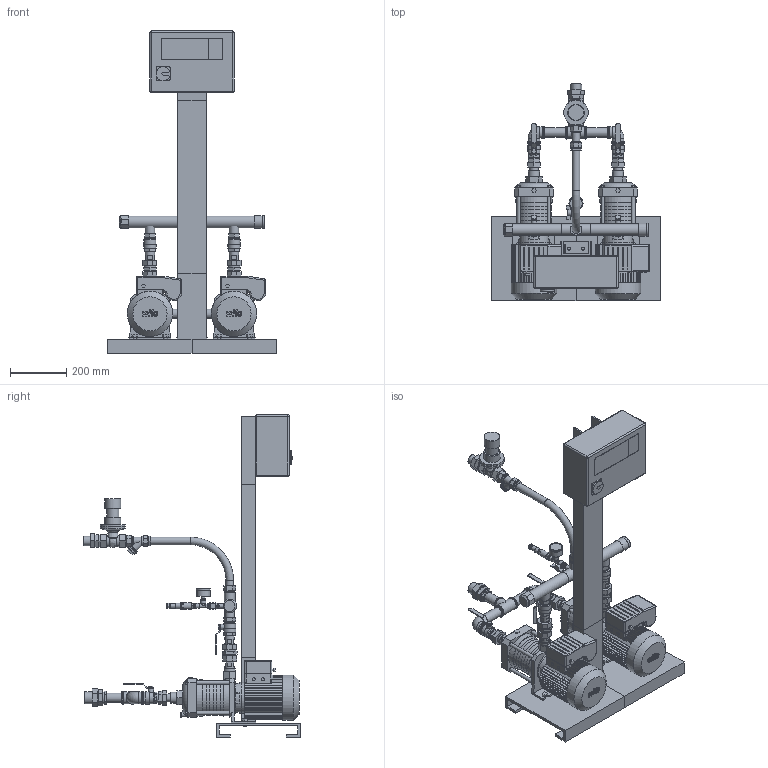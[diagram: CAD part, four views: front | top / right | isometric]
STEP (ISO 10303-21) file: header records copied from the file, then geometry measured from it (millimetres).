
FILE_DESCRIPTION(/* description */ (''),/* implementation_level */ '2;1');
FILE_NAME(/* name */ '3d_WEH-2-306-M_CE-4157262.stp',/* time_stamp */ '2020-11-04T13:31:18+01:00',/* author */ ('Andrzej'),/* organization */ (''),/* preprocessor_version */ 'ST-DEVELOPER v16.13',/* originating_system */ 'AutoCAD Mechanical',/* authorisation */ '');
FILE_SCHEMA (('AUTOMOTIVE_DESIGN { 1 0 10303 214 3 1 1 }'));
Products named in the file (1): Product
Bounding box: 600 x 774.35 x 1150 mm (x, y, z)
Volume: 31725953.2 mm3; surface area: 3374279.1 mm2
Topology: 97 solids, 97 shells, 2132 faces, 5128 edges, 3266 vertices
Faces by surface type: plane 1372, cylinder 562, bspline 69, sphere 52, torus 41, cone 36
Full cylindrical faces by diameter (mm): 10 x2, 11 x7, 11.1 x1, 11.8 x1, 12 x5, 13 x1, 13.454 x8, 13.5 x3, 14 x1, 15 x10, 15.7 x2, 17 x1, 18 x4, 18.8 x2, 19.2 x4, 20 x2, 21 x1, 22 x1, 22.8 x2, 24 x1, 26.9 x2, 27.3 x1, 29.7 x2, 32.4 x2, 33.7 x21, 34.8 x1, 36 x2, 38 x1, 39.4 x2, 39.7 x4
Entity records: 61506 total; most frequent: CARTESIAN_POINT 12878, DIRECTION 10032, ORIENTED_EDGE 9554, EDGE_CURVE 4777, AXIS2_PLACEMENT_3D 3369, LINE 3294, VECTOR 3294, VERTEX_POINT 3195
